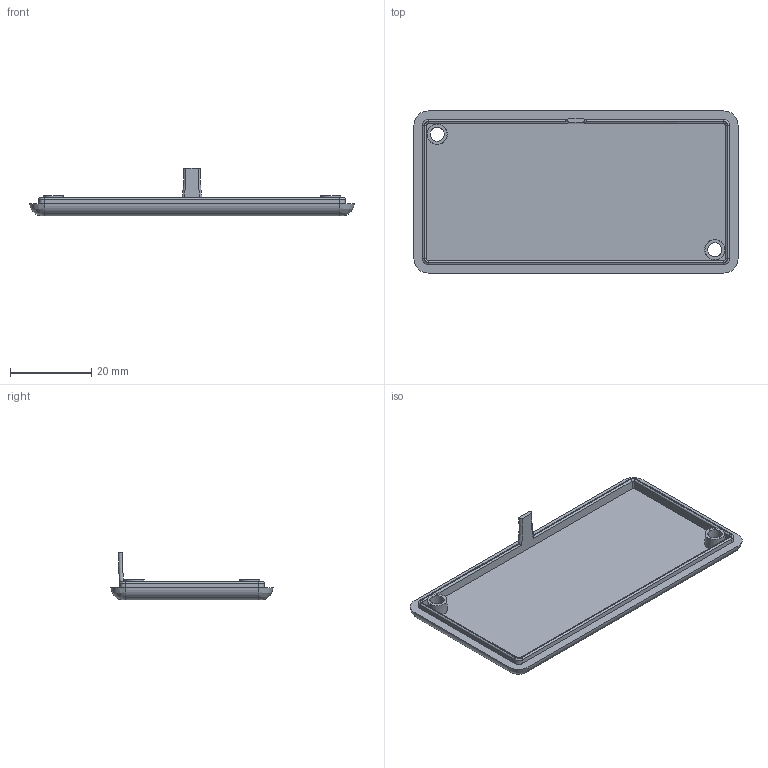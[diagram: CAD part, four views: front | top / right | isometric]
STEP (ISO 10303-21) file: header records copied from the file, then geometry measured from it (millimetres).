
FILE_DESCRIPTION((''),'2;1');
FILE_NAME('1551K-L Lid.stp','2005-08-23T15:08:05',('gdineen'),(''),'Autodesk Inventor 10','Autodesk Inventor 10','');
FILE_SCHEMA(('AUTOMOTIVE_DESIGN { 1 0 10303 214 1 1 1 1 }'));
Length unit declared in the file: millimetre
Products named in the file (1): 1551K-L Lid
Bounding box: 80 x 40 x 11.75 mm (x, y, z)
Volume: 6954.5 mm3; surface area: 7766.9 mm2
Topology: 1 solids, 1 shells, 61 faces, 162 edges, 104 vertices
Faces by surface type: plane 19, cylinder 14, torus 10, cone 10, bspline 8
Entity records: 2237 total; most frequent: CARTESIAN_POINT 746, DIRECTION 312, ORIENTED_EDGE 304, EDGE_CURVE 152, AXIS2_PLACEMENT_3D 126, VERTEX_POINT 100, CIRCLE 72, EDGE_LOOP 72
